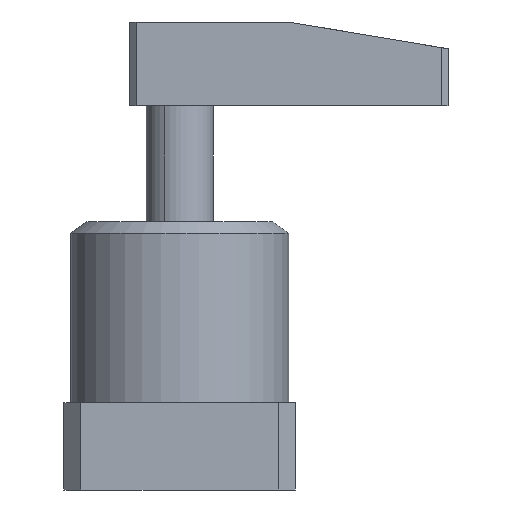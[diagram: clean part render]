
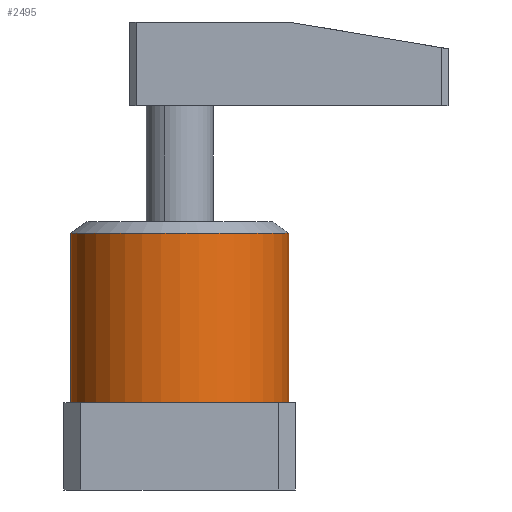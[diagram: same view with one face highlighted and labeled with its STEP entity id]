
A CAD part, front view. The second image highlights one B-rep face of the part: STEP entity #2495.
In plain terms, the highlighted cylindrical face has radius 32.5 mm (diameter 65 mm), a partial arc.
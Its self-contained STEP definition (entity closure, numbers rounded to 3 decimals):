
#493 = AXIS2_PLACEMENT_3D ( 'NONE', #5348, #5346, #5345 ) ;
#494 = AXIS2_PLACEMENT_3D ( 'NONE', #5388, #5385, #5383 ) ;
#702 = EDGE_CURVE ( 'NONE', #4464, #5081, #1381, .T. ) ;
#704 = EDGE_CURVE ( 'NONE', #4409, #4441, #1371, .T. ) ;
#811 = EDGE_CURVE ( 'NONE', #4441, #5081, #1189, .T. ) ;
#826 = EDGE_CURVE ( 'NONE', #4409, #4464, #1173, .T. ) ;
#1009 = CARTESIAN_POINT ( 'NONE',  ( 0., 0., 80. ) ) ;
#1013 = DIRECTION ( 'NONE',  ( 0., 0., -1. ) ) ;
#1017 = DIRECTION ( 'NONE',  ( -1., 0., 0. ) ) ;
#1173 = CIRCLE ( 'NONE', #493, 32.5 ) ;
#1189 = CIRCLE ( 'NONE', #494, 32.5 ) ;
#1370 = VECTOR ( 'NONE', #2746, 1000. ) ;
#1371 = LINE ( 'NONE', #2744, #1373 ) ;
#1373 = VECTOR ( 'NONE', #2747, 1000. ) ;
#1381 = LINE ( 'NONE', #2752, #1370 ) ;
#1627 = EDGE_LOOP ( 'NONE', ( #1872, #1873, #1874, #1875 ) ) ;
#1872 = ORIENTED_EDGE ( 'NONE', *, *, #702, .F. ) ;
#1873 = ORIENTED_EDGE ( 'NONE', *, *, #826, .F. ) ;
#1874 = ORIENTED_EDGE ( 'NONE', *, *, #704, .T. ) ;
#1875 = ORIENTED_EDGE ( 'NONE', *, *, #811, .T. ) ;
#2025 = FACE_OUTER_BOUND ( 'NONE', #1627, .T. ) ;
#2495 = ADVANCED_FACE ( 'NONE', ( #2025 ), #4380, .T. ) ;
#2744 = CARTESIAN_POINT ( 'NONE',  ( -32.5, 0., 80. ) ) ;
#2746 = DIRECTION ( 'NONE',  ( 0., 0., -1. ) ) ;
#2747 = DIRECTION ( 'NONE',  ( 0., 0., -1. ) ) ;
#2752 = CARTESIAN_POINT ( 'NONE',  ( 32.5, 0., 80. ) ) ;
#3155 = CARTESIAN_POINT ( 'NONE',  ( 32.5, 0., 76.5 ) ) ;
#3200 = CARTESIAN_POINT ( 'NONE',  ( -32.5, 0., 26. ) ) ;
#3275 = CARTESIAN_POINT ( 'NONE',  ( 32.5, 0., 26. ) ) ;
#3289 = CARTESIAN_POINT ( 'NONE',  ( -32.5, 0., 76.5 ) ) ;
#3949 = AXIS2_PLACEMENT_3D ( 'NONE', #1009, #1013, #1017 ) ;
#4380 = CYLINDRICAL_SURFACE ( 'NONE', #3949, 32.5 ) ;
#4409 = VERTEX_POINT ( 'NONE', #3289 ) ;
#4441 = VERTEX_POINT ( 'NONE', #3200 ) ;
#4464 = VERTEX_POINT ( 'NONE', #3155 ) ;
#5081 = VERTEX_POINT ( 'NONE', #3275 ) ;
#5345 = DIRECTION ( 'NONE',  ( 1., 0., 0. ) ) ;
#5346 = DIRECTION ( 'NONE',  ( 0., 0., 1. ) ) ;
#5348 = CARTESIAN_POINT ( 'NONE',  ( 0., 0., 76.5 ) ) ;
#5383 = DIRECTION ( 'NONE',  ( 1., 0., 0. ) ) ;
#5385 = DIRECTION ( 'NONE',  ( 0., 0., 1. ) ) ;
#5388 = CARTESIAN_POINT ( 'NONE',  ( 0., 0., 26. ) ) ;
